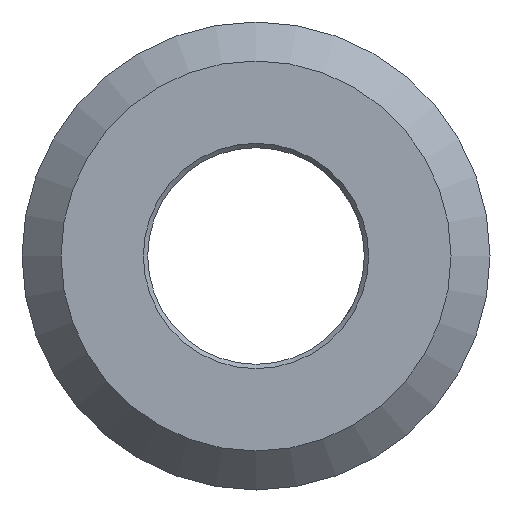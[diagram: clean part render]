
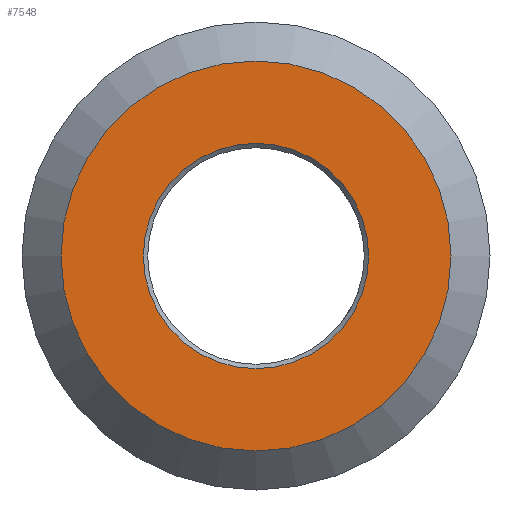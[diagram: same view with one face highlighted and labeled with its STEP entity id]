
A CAD part, front view. The second image highlights one B-rep face of the part: STEP entity #7548.
In plain terms, the highlighted planar face has unit normal (0, -1, 0).
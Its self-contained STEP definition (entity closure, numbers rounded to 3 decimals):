
#58 = CARTESIAN_POINT ( 'NONE',  ( -11.25, -30., 0. ) ) ;
#155 = FACE_OUTER_BOUND ( 'NONE', #228, .T. ) ;
#228 = EDGE_LOOP ( 'NONE', ( #4843 ) ) ;
#597 = DIRECTION ( 'NONE',  ( -1., 0., 0. ) ) ;
#855 = DIRECTION ( 'NONE',  ( 0., 1., 0. ) ) ;
#955 = VERTEX_POINT ( 'NONE', #58 ) ;
#1242 = AXIS2_PLACEMENT_3D ( 'NONE', #2836, #8370, #4679 ) ;
#1765 = CARTESIAN_POINT ( 'NONE',  ( 0., -30., 0. ) ) ;
#1846 = DIRECTION ( 'NONE',  ( -1., 0., 0. ) ) ;
#2836 = CARTESIAN_POINT ( 'NONE',  ( 0., -30., 0. ) ) ;
#3885 = EDGE_CURVE ( 'NONE', #955, #955, #5486, .T. ) ;
#4037 = ORIENTED_EDGE ( 'NONE', *, *, #11203, .T. ) ;
#4501 = CIRCLE ( 'NONE', #1242, 6.5 ) ;
#4679 = DIRECTION ( 'NONE',  ( -1., 0., 0. ) ) ;
#4843 = ORIENTED_EDGE ( 'NONE', *, *, #3885, .F. ) ;
#5486 = CIRCLE ( 'NONE', #10269, 11.25 ) ;
#6209 = EDGE_LOOP ( 'NONE', ( #4037 ) ) ;
#6341 = DIRECTION ( 'NONE',  ( 0., 1., 0. ) ) ;
#6431 = PLANE ( 'NONE',  #8617 ) ;
#7548 = ADVANCED_FACE ( 'NONE', ( #11945, #155 ), #6431, .F. ) ;
#8200 = CARTESIAN_POINT ( 'NONE',  ( 0., -30., 0. ) ) ;
#8370 = DIRECTION ( 'NONE',  ( 0., 1., 0. ) ) ;
#8554 = CARTESIAN_POINT ( 'NONE',  ( -6.5, -30., 0. ) ) ;
#8617 = AXIS2_PLACEMENT_3D ( 'NONE', #1765, #855, #1846 ) ;
#10128 = VERTEX_POINT ( 'NONE', #8554 ) ;
#10269 = AXIS2_PLACEMENT_3D ( 'NONE', #8200, #6341, #597 ) ;
#11203 = EDGE_CURVE ( 'NONE', #10128, #10128, #4501, .T. ) ;
#11945 = FACE_BOUND ( 'NONE', #6209, .T. ) ;
